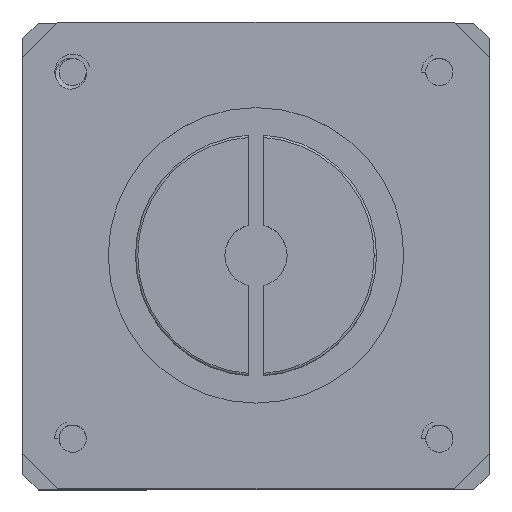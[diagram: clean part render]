
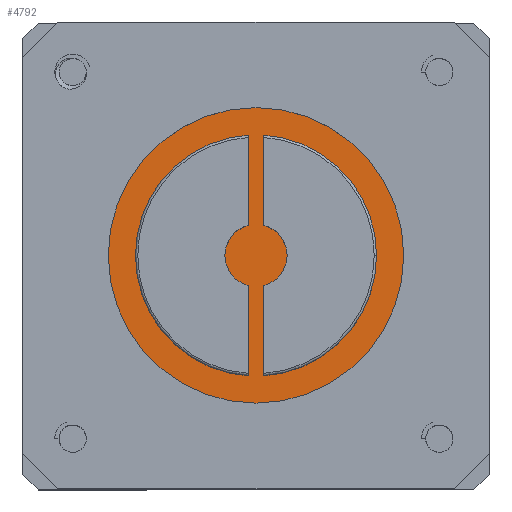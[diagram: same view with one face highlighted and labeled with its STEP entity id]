
A CAD part, top view. The second image highlights one B-rep face of the part: STEP entity #4792.
In plain terms, the highlighted planar face has unit normal (0, 0, 1).
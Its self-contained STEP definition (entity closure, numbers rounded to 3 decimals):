
#232 = ORIENTED_EDGE ( 'NONE', *, *, #7903, .F. ) ;
#316 = EDGE_CURVE ( 'NONE', #8441, #4183, #7911, .T. ) ;
#423 = PLANE ( 'NONE',  #7340 ) ;
#538 = CIRCLE ( 'NONE', #5338, 21. ) ;
#554 = FACE_OUTER_BOUND ( 'NONE', #9399, .T. ) ;
#626 = AXIS2_PLACEMENT_3D ( 'NONE', #8385, #9312, #11260 ) ;
#674 = DIRECTION ( 'NONE',  ( 1., 0., 0. ) ) ;
#976 = EDGE_CURVE ( 'NONE', #9837, #11613, #6706, .T. ) ;
#1171 = ORIENTED_EDGE ( 'NONE', *, *, #1375, .F. ) ;
#1215 = VERTEX_POINT ( 'NONE', #9729 ) ;
#1259 = VERTEX_POINT ( 'NONE', #11490 ) ;
#1375 = EDGE_CURVE ( 'NONE', #3139, #8441, #2527, .T. ) ;
#1419 = CARTESIAN_POINT ( 'NONE',  ( 1., -15.468, 12. ) ) ;
#1538 = FACE_BOUND ( 'NONE', #3689, .T. ) ;
#1702 = CIRCLE ( 'NONE', #2961, 4. ) ;
#1716 = CARTESIAN_POINT ( 'NONE',  ( 0., 0., 12. ) ) ;
#1754 = EDGE_LOOP ( 'NONE', ( #6312, #10992, #11046, #1171, #10921, #232 ) ) ;
#1786 = DIRECTION ( 'NONE',  ( 1., 0., 0. ) ) ;
#1806 = ORIENTED_EDGE ( 'NONE', *, *, #10857, .T. ) ;
#1940 = ORIENTED_EDGE ( 'NONE', *, *, #5625, .F. ) ;
#2194 = AXIS2_PLACEMENT_3D ( 'NONE', #11781, #7917, #674 ) ;
#2527 = CIRCLE ( 'NONE', #3369, 15.5 ) ;
#2885 = CARTESIAN_POINT ( 'NONE',  ( -1., 0., 12. ) ) ;
#2961 = AXIS2_PLACEMENT_3D ( 'NONE', #12203, #3303, #7359 ) ;
#2974 = EDGE_CURVE ( 'NONE', #12431, #4183, #4507, .T. ) ;
#2985 = CARTESIAN_POINT ( 'NONE',  ( 0., 0., 12. ) ) ;
#3028 = DIRECTION ( 'NONE',  ( 1., 0., 0. ) ) ;
#3139 = VERTEX_POINT ( 'NONE', #6932 ) ;
#3231 = CARTESIAN_POINT ( 'NONE',  ( 1., -3.873, 12. ) ) ;
#3303 = DIRECTION ( 'NONE',  ( 0., 0., 1. ) ) ;
#3339 = CIRCLE ( 'NONE', #626, 15.5 ) ;
#3369 = AXIS2_PLACEMENT_3D ( 'NONE', #2985, #7021, #5787 ) ;
#3536 = EDGE_CURVE ( 'NONE', #1259, #12401, #538, .T. ) ;
#3689 = EDGE_LOOP ( 'NONE', ( #4909, #7196, #1940, #8184 ) ) ;
#3906 = CARTESIAN_POINT ( 'NONE',  ( -1., -15.468, 12. ) ) ;
#4183 = VERTEX_POINT ( 'NONE', #11184 ) ;
#4391 = CARTESIAN_POINT ( 'NONE',  ( -4., 0., 12. ) ) ;
#4507 = CIRCLE ( 'NONE', #2194, 4. ) ;
#4549 = LINE ( 'NONE', #8405, #11940 ) ;
#4624 = EDGE_CURVE ( 'NONE', #8876, #12431, #1702, .T. ) ;
#4756 = EDGE_CURVE ( 'NONE', #1215, #11057, #4549, .T. ) ;
#4792 = ADVANCED_FACE ( 'NONE', ( #1538, #9528, #554 ), #423, .T. ) ;
#4909 = ORIENTED_EDGE ( 'NONE', *, *, #9444, .T. ) ;
#5187 = CIRCLE ( 'NONE', #8539, 21. ) ;
#5198 = AXIS2_PLACEMENT_3D ( 'NONE', #1716, #10868, #5898 ) ;
#5338 = AXIS2_PLACEMENT_3D ( 'NONE', #12892, #7854, #8972 ) ;
#5625 = EDGE_CURVE ( 'NONE', #9837, #11057, #12551, .T. ) ;
#5655 = DIRECTION ( 'NONE',  ( 0., 0., 1. ) ) ;
#5679 = CARTESIAN_POINT ( 'NONE',  ( -1., 15.468, 12. ) ) ;
#5787 = DIRECTION ( 'NONE',  ( 1., 0., 0. ) ) ;
#5794 = DIRECTION ( 'NONE',  ( 0., 1., 0. ) ) ;
#5861 = CARTESIAN_POINT ( 'NONE',  ( 1., 0., 12. ) ) ;
#5898 = DIRECTION ( 'NONE',  ( 1., 0., 0. ) ) ;
#6312 = ORIENTED_EDGE ( 'NONE', *, *, #4624, .T. ) ;
#6351 = DIRECTION ( 'NONE',  ( 0., 1., 0. ) ) ;
#6495 = EDGE_CURVE ( 'NONE', #8358, #3139, #3339, .T. ) ;
#6679 = VECTOR ( 'NONE', #6351, 1000. ) ;
#6706 = LINE ( 'NONE', #5861, #7262 ) ;
#6859 = DIRECTION ( 'NONE',  ( 0., 1., 0. ) ) ;
#6932 = CARTESIAN_POINT ( 'NONE',  ( -15.5, 0., 12. ) ) ;
#7021 = DIRECTION ( 'NONE',  ( 0., 0., 1. ) ) ;
#7064 = CARTESIAN_POINT ( 'NONE',  ( 0., 0., 12. ) ) ;
#7196 = ORIENTED_EDGE ( 'NONE', *, *, #4756, .T. ) ;
#7262 = VECTOR ( 'NONE', #5794, 1000. ) ;
#7340 = AXIS2_PLACEMENT_3D ( 'NONE', #10618, #5655, #1786 ) ;
#7359 = DIRECTION ( 'NONE',  ( 1., 0., 0. ) ) ;
#7552 = DIRECTION ( 'NONE',  ( 0., 1., 0. ) ) ;
#7854 = DIRECTION ( 'NONE',  ( 0., 0., 1. ) ) ;
#7903 = EDGE_CURVE ( 'NONE', #8876, #8358, #11128, .T. ) ;
#7911 = LINE ( 'NONE', #2885, #11973 ) ;
#7917 = DIRECTION ( 'NONE',  ( 0., 0., 1. ) ) ;
#8184 = ORIENTED_EDGE ( 'NONE', *, *, #976, .T. ) ;
#8357 = DIRECTION ( 'NONE',  ( 0., 0., 1. ) ) ;
#8358 = VERTEX_POINT ( 'NONE', #5679 ) ;
#8385 = CARTESIAN_POINT ( 'NONE',  ( 0., 0., 12. ) ) ;
#8405 = CARTESIAN_POINT ( 'NONE',  ( 1., 0., 12. ) ) ;
#8441 = VERTEX_POINT ( 'NONE', #3906 ) ;
#8539 = AXIS2_PLACEMENT_3D ( 'NONE', #7064, #9240, #3028 ) ;
#8802 = CARTESIAN_POINT ( 'NONE',  ( 1., 15.468, 12. ) ) ;
#8876 = VERTEX_POINT ( 'NONE', #9785 ) ;
#8972 = DIRECTION ( 'NONE',  ( 1., 0., 0. ) ) ;
#9171 = CIRCLE ( 'NONE', #5198, 4. ) ;
#9240 = DIRECTION ( 'NONE',  ( 0., 0., 1. ) ) ;
#9286 = CARTESIAN_POINT ( 'NONE',  ( 0., 0., 12. ) ) ;
#9312 = DIRECTION ( 'NONE',  ( 0., 0., 1. ) ) ;
#9399 = EDGE_LOOP ( 'NONE', ( #11562, #1806 ) ) ;
#9444 = EDGE_CURVE ( 'NONE', #11613, #1215, #9171, .T. ) ;
#9502 = CARTESIAN_POINT ( 'NONE',  ( 21., 0., 12. ) ) ;
#9528 = FACE_BOUND ( 'NONE', #1754, .T. ) ;
#9729 = CARTESIAN_POINT ( 'NONE',  ( 1., 3.873, 12. ) ) ;
#9785 = CARTESIAN_POINT ( 'NONE',  ( -1., 3.873, 12. ) ) ;
#9837 = VERTEX_POINT ( 'NONE', #1419 ) ;
#10618 = CARTESIAN_POINT ( 'NONE',  ( 0., 0., 12. ) ) ;
#10857 = EDGE_CURVE ( 'NONE', #12401, #1259, #5187, .T. ) ;
#10868 = DIRECTION ( 'NONE',  ( 0., 0., 1. ) ) ;
#10921 = ORIENTED_EDGE ( 'NONE', *, *, #6495, .F. ) ;
#10992 = ORIENTED_EDGE ( 'NONE', *, *, #2974, .T. ) ;
#11046 = ORIENTED_EDGE ( 'NONE', *, *, #316, .F. ) ;
#11057 = VERTEX_POINT ( 'NONE', #8802 ) ;
#11128 = LINE ( 'NONE', #12309, #6679 ) ;
#11184 = CARTESIAN_POINT ( 'NONE',  ( -1., -3.873, 12. ) ) ;
#11231 = DIRECTION ( 'NONE',  ( 1., 0., 0. ) ) ;
#11260 = DIRECTION ( 'NONE',  ( 1., 0., 0. ) ) ;
#11490 = CARTESIAN_POINT ( 'NONE',  ( -21., 0., 12. ) ) ;
#11562 = ORIENTED_EDGE ( 'NONE', *, *, #3536, .T. ) ;
#11613 = VERTEX_POINT ( 'NONE', #3231 ) ;
#11781 = CARTESIAN_POINT ( 'NONE',  ( 0., 0., 12. ) ) ;
#11940 = VECTOR ( 'NONE', #7552, 1000. ) ;
#11973 = VECTOR ( 'NONE', #6859, 1000. ) ;
#12203 = CARTESIAN_POINT ( 'NONE',  ( 0., 0., 12. ) ) ;
#12309 = CARTESIAN_POINT ( 'NONE',  ( -1., 0., 12. ) ) ;
#12401 = VERTEX_POINT ( 'NONE', #9502 ) ;
#12431 = VERTEX_POINT ( 'NONE', #4391 ) ;
#12551 = CIRCLE ( 'NONE', #12758, 15.5 ) ;
#12758 = AXIS2_PLACEMENT_3D ( 'NONE', #9286, #8357, #11231 ) ;
#12892 = CARTESIAN_POINT ( 'NONE',  ( 0., 0., 12. ) ) ;
